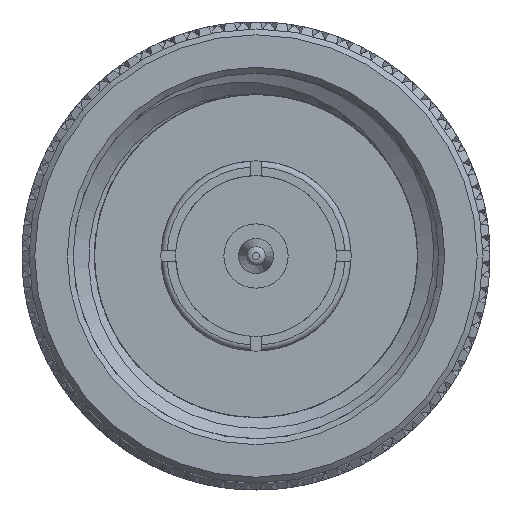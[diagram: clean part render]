
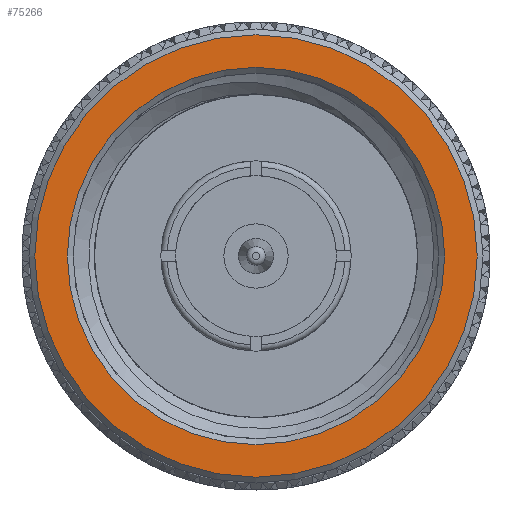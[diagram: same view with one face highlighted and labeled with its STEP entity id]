
A CAD part, left-side view. The second image highlights one B-rep face of the part: STEP entity #75266.
In plain terms, the highlighted planar face has unit normal (-1, 0, 0).
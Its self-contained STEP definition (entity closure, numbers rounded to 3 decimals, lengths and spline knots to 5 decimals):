
#2353 = VERTEX_POINT ( 'NONE', #12096 ) ;
#3807 = CARTESIAN_POINT ( 'NONE',  ( 0., 0.38809, 0. ) ) ;
#4729 = CARTESIAN_POINT ( 'NONE',  ( 0., -0.37809, 0. ) ) ;
#4829 = FACE_OUTER_BOUND ( 'NONE', #20191, .T. ) ;
#12096 = CARTESIAN_POINT ( 'NONE',  ( 0., -0.3225, 0. ) ) ;
#15160 = FACE_BOUND ( 'NONE', #77592, .T. ) ;
#17373 = VERTEX_POINT ( 'NONE', #4729 ) ;
#18642 = DIRECTION ( 'NONE',  ( 0., -1., 0. ) ) ;
#20191 = EDGE_LOOP ( 'NONE', ( #91297 ) ) ;
#25660 = CIRCLE ( 'NONE', #42502, 0.37809 ) ;
#27600 = DIRECTION ( 'NONE',  ( 1., 0., 0. ) ) ;
#30094 = ORIENTED_EDGE ( 'NONE', *, *, #89604, .T. ) ;
#40938 = DIRECTION ( 'NONE',  ( -1., 0., 0. ) ) ;
#42502 = AXIS2_PLACEMENT_3D ( 'NONE', #62375, #40938, #92563 ) ;
#52683 = CIRCLE ( 'NONE', #67691, 0.3225 ) ;
#55811 = PLANE ( 'NONE',  #74218 ) ;
#62375 = CARTESIAN_POINT ( 'NONE',  ( 0., 0., 0. ) ) ;
#67691 = AXIS2_PLACEMENT_3D ( 'NONE', #86974, #27600, #87592 ) ;
#74218 = AXIS2_PLACEMENT_3D ( 'NONE', #3807, #85755, #18642 ) ;
#74954 = EDGE_CURVE ( 'NONE', #17373, #17373, #25660, .T. ) ;
#75266 = ADVANCED_FACE ( 'NONE', ( #15160, #4829 ), #55811, .T. ) ;
#77592 = EDGE_LOOP ( 'NONE', ( #30094 ) ) ;
#85755 = DIRECTION ( 'NONE',  ( -1., 0., 0. ) ) ;
#86974 = CARTESIAN_POINT ( 'NONE',  ( 0., 0., 0. ) ) ;
#87592 = DIRECTION ( 'NONE',  ( 0., -1., 0. ) ) ;
#89604 = EDGE_CURVE ( 'NONE', #2353, #2353, #52683, .T. ) ;
#91297 = ORIENTED_EDGE ( 'NONE', *, *, #74954, .T. ) ;
#92563 = DIRECTION ( 'NONE',  ( 0., -1., 0. ) ) ;
